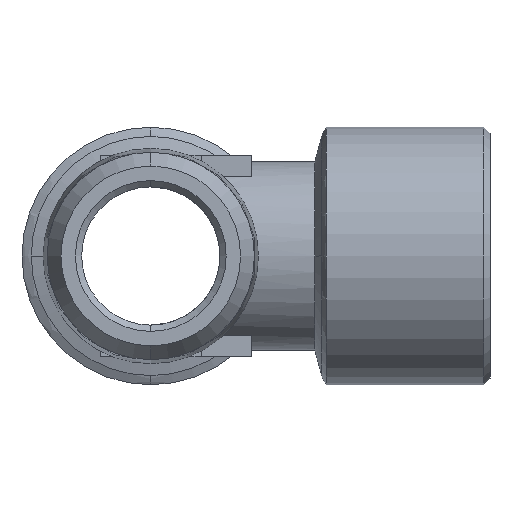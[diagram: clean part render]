
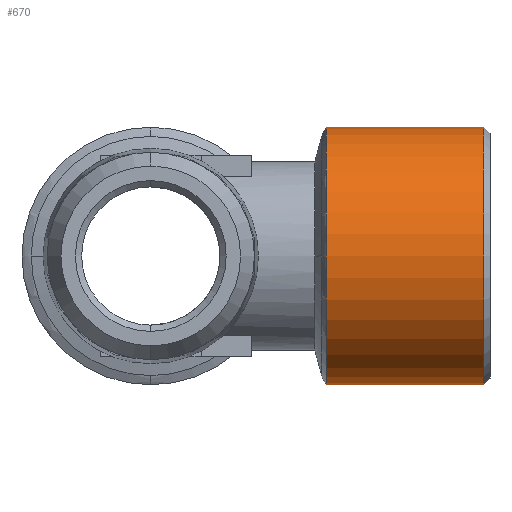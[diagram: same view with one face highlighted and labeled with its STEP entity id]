
A CAD part, left-side view. The second image highlights one B-rep face of the part: STEP entity #670.
In plain terms, the highlighted cylindrical face has radius 10.25 mm (diameter 20.5 mm), a partial arc.
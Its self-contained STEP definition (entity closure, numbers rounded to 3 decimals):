
#3 = EDGE_LOOP ( 'NONE', ( #11, #4, #2042, #1749 ) ) ;
#4 = ORIENTED_EDGE ( 'NONE', *, *, #121, .F. ) ;
#11 = ORIENTED_EDGE ( 'NONE', *, *, #1218, .F. ) ;
#61 = VERTEX_POINT ( 'NONE', #536 ) ;
#92 = VECTOR ( 'NONE', #997, 1000. ) ;
#109 = VERTEX_POINT ( 'NONE', #1558 ) ;
#121 = EDGE_CURVE ( 'NONE', #1309, #61, #1638, .T. ) ;
#167 = DIRECTION ( 'NONE',  ( 0., 0., 1. ) ) ;
#174 = EDGE_CURVE ( 'NONE', #1309, #109, #1532, .T. ) ;
#408 = DIRECTION ( 'NONE',  ( 0., 1., 0. ) ) ;
#536 = CARTESIAN_POINT ( 'NONE',  ( 9., -30.5, -10.25 ) ) ;
#670 = ADVANCED_FACE ( 'NONE', ( #1776 ), #2098, .T. ) ;
#759 = CARTESIAN_POINT ( 'NONE',  ( 9., -30.5, 10.25 ) ) ;
#844 = CIRCLE ( 'NONE', #1135, 10.25 ) ;
#923 = DIRECTION ( 'NONE',  ( 0., -1., 0. ) ) ;
#997 = DIRECTION ( 'NONE',  ( 0., 1., 0. ) ) ;
#1135 = AXIS2_PLACEMENT_3D ( 'NONE', #1934, #923, #1770 ) ;
#1218 = EDGE_CURVE ( 'NONE', #61, #1874, #2115, .T. ) ;
#1301 = CARTESIAN_POINT ( 'NONE',  ( 9., -17.973, -10.25 ) ) ;
#1309 = VERTEX_POINT ( 'NONE', #2008 ) ;
#1525 = DIRECTION ( 'NONE',  ( 0., -1., 0. ) ) ;
#1532 = LINE ( 'NONE', #759, #2010 ) ;
#1558 = CARTESIAN_POINT ( 'NONE',  ( 9., -17.973, 10.25 ) ) ;
#1638 = CIRCLE ( 'NONE', #1764, 10.25 ) ;
#1704 = DIRECTION ( 'NONE',  ( 0., 0., 1. ) ) ;
#1712 = AXIS2_PLACEMENT_3D ( 'NONE', #1962, #1800, #167 ) ;
#1749 = ORIENTED_EDGE ( 'NONE', *, *, #1791, .T. ) ;
#1764 = AXIS2_PLACEMENT_3D ( 'NONE', #2036, #1525, #1704 ) ;
#1770 = DIRECTION ( 'NONE',  ( 0., 0., 1. ) ) ;
#1776 = FACE_OUTER_BOUND ( 'NONE', #3, .T. ) ;
#1791 = EDGE_CURVE ( 'NONE', #109, #1874, #844, .T. ) ;
#1800 = DIRECTION ( 'NONE',  ( 0., 1., 0. ) ) ;
#1874 = VERTEX_POINT ( 'NONE', #1301 ) ;
#1934 = CARTESIAN_POINT ( 'NONE',  ( 9., -17.973, 0. ) ) ;
#1962 = CARTESIAN_POINT ( 'NONE',  ( 9., -30.5, 0. ) ) ;
#1993 = CARTESIAN_POINT ( 'NONE',  ( 9., -30.5, -10.25 ) ) ;
#2008 = CARTESIAN_POINT ( 'NONE',  ( 9., -30.5, 10.25 ) ) ;
#2010 = VECTOR ( 'NONE', #408, 1000. ) ;
#2036 = CARTESIAN_POINT ( 'NONE',  ( 9., -30.5, 0. ) ) ;
#2042 = ORIENTED_EDGE ( 'NONE', *, *, #174, .T. ) ;
#2098 = CYLINDRICAL_SURFACE ( 'NONE', #1712, 10.25 ) ;
#2115 = LINE ( 'NONE', #1993, #92 ) ;
